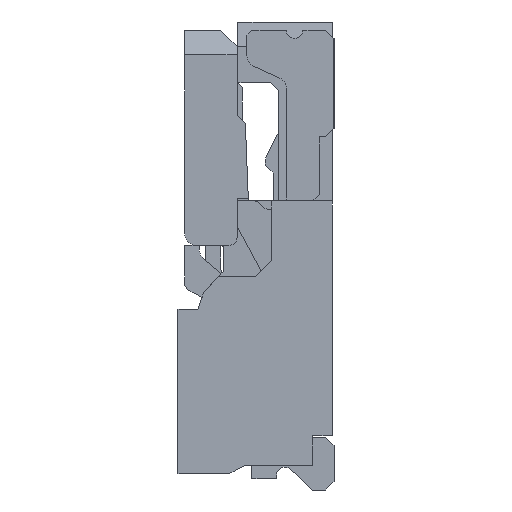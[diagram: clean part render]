
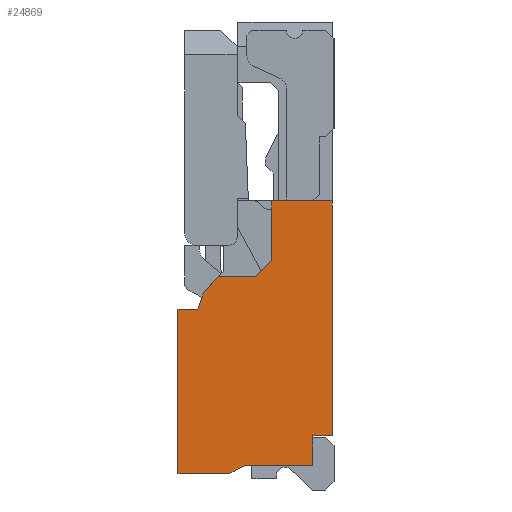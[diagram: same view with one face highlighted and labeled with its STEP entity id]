
A CAD part, left-side view. The second image highlights one B-rep face of the part: STEP entity #24869.
In plain terms, the highlighted planar face has unit normal (-1, 0, 0).
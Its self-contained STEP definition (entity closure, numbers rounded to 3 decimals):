
#1=DIRECTION('',(0.,-1.,0.));
#2=VECTOR('',#1,0.223);
#3=CARTESIAN_POINT('',(-3.975,0.693,-0.46));
#4=LINE('',#3,#2);
#5=DIRECTION('',(0.,-0.707,0.707));
#6=VECTOR('',#5,0.141);
#7=CARTESIAN_POINT('',(-3.975,0.47,-0.46));
#8=LINE('',#7,#6);
#9=DIRECTION('',(0.,0.,-1.));
#10=VECTOR('',#9,0.36);
#11=CARTESIAN_POINT('',(-3.975,0.37,0.));
#12=LINE('',#11,#10);
#13=DIRECTION('',(0.,0.,-1.));
#14=VECTOR('',#13,1.43);
#15=CARTESIAN_POINT('',(-3.975,0.,0.));
#16=LINE('',#15,#14);
#17=DIRECTION('',(0.,1.,0.));
#18=VECTOR('',#17,0.12);
#19=CARTESIAN_POINT('',(-3.975,0.,-1.43));
#20=LINE('',#19,#18);
#21=DIRECTION('',(0.,0.,-1.));
#22=VECTOR('',#21,0.18);
#23=CARTESIAN_POINT('',(-3.975,0.12,-1.43));
#24=LINE('',#23,#22);
#25=DIRECTION('',(0.,1.,0.));
#26=VECTOR('',#25,0.41);
#27=CARTESIAN_POINT('',(-3.975,0.12,-1.61));
#28=LINE('',#27,#26);
#29=DIRECTION('',(0.,0.894,-0.447));
#30=VECTOR('',#29,0.112);
#31=CARTESIAN_POINT('',(-3.975,0.53,-1.61));
#32=LINE('',#31,#30);
#33=DIRECTION('',(0.,1.,0.));
#34=VECTOR('',#33,0.31);
#35=CARTESIAN_POINT('',(-3.975,0.63,-1.66));
#36=LINE('',#35,#34);
#37=DIRECTION('',(0.,0.,1.));
#38=VECTOR('',#37,1.);
#39=CARTESIAN_POINT('',(-3.975,0.94,-1.66));
#40=LINE('',#39,#38);
#41=DIRECTION('',(0.,-1.,0.));
#42=VECTOR('',#41,0.12);
#43=CARTESIAN_POINT('',(-3.975,0.94,-0.66));
#44=LINE('',#43,#42);
#45=DIRECTION('',(0.,-0.33,0.944));
#46=VECTOR('',#45,0.106);
#47=CARTESIAN_POINT('',(-3.975,0.82,-0.66));
#48=LINE('',#47,#46);
#49=DIRECTION('',(0.,-0.678,0.735));
#50=VECTOR('',#49,0.136);
#51=CARTESIAN_POINT('',(-3.975,0.785,-0.56));
#52=LINE('',#51,#50);
#233=DIRECTION('',(0.,1.,0.));
#234=VECTOR('',#233,0.37);
#235=CARTESIAN_POINT('',(-3.975,0.,0.));
#236=LINE('',#235,#234);
#18726=CARTESIAN_POINT('',(-3.975,0.,-1.43));
#18727=CARTESIAN_POINT('',(-3.975,0.12,-1.43));
#18728=VERTEX_POINT('',#18726);
#18729=VERTEX_POINT('',#18727);
#18730=CARTESIAN_POINT('',(-3.975,0.12,-1.61));
#18731=VERTEX_POINT('',#18730);
#18732=CARTESIAN_POINT('',(-3.975,0.53,-1.61));
#18733=VERTEX_POINT('',#18732);
#18734=CARTESIAN_POINT('',(-3.975,0.63,-1.66));
#18735=VERTEX_POINT('',#18734);
#18736=CARTESIAN_POINT('',(-3.975,0.94,-1.66));
#18737=VERTEX_POINT('',#18736);
#18738=CARTESIAN_POINT('',(-3.975,0.94,-0.66));
#18739=VERTEX_POINT('',#18738);
#18740=CARTESIAN_POINT('',(-3.975,0.82,-0.66));
#18741=VERTEX_POINT('',#18740);
#18742=CARTESIAN_POINT('',(-3.975,0.785,-0.56));
#18743=VERTEX_POINT('',#18742);
#18806=CARTESIAN_POINT('',(-3.975,0.,0.));
#18807=VERTEX_POINT('',#18806);
#19584=CARTESIAN_POINT('',(-3.975,0.693,-0.46));
#19585=CARTESIAN_POINT('',(-3.975,0.47,-0.46));
#19586=VERTEX_POINT('',#19584);
#19587=VERTEX_POINT('',#19585);
#19588=CARTESIAN_POINT('',(-3.975,0.37,-0.36));
#19589=VERTEX_POINT('',#19588);
#19590=CARTESIAN_POINT('',(-3.975,0.37,0.));
#19591=VERTEX_POINT('',#19590);
#24834=CARTESIAN_POINT('',(-3.975,0.,0.));
#24835=DIRECTION('',(1.,0.,0.));
#24836=DIRECTION('',(0.,0.,-1.));
#24837=AXIS2_PLACEMENT_3D('',#24834,#24835,#24836);
#24838=PLANE('',#24837);
#24840=ORIENTED_EDGE('',*,*,#24839,.T.);
#24842=ORIENTED_EDGE('',*,*,#24841,.T.);
#24844=ORIENTED_EDGE('',*,*,#24843,.F.);
#24846=ORIENTED_EDGE('',*,*,#24845,.F.);
#24848=ORIENTED_EDGE('',*,*,#24847,.T.);
#24850=ORIENTED_EDGE('',*,*,#24849,.T.);
#24852=ORIENTED_EDGE('',*,*,#24851,.T.);
#24854=ORIENTED_EDGE('',*,*,#24853,.T.);
#24856=ORIENTED_EDGE('',*,*,#24855,.T.);
#24858=ORIENTED_EDGE('',*,*,#24857,.T.);
#24860=ORIENTED_EDGE('',*,*,#24859,.T.);
#24862=ORIENTED_EDGE('',*,*,#24861,.T.);
#24864=ORIENTED_EDGE('',*,*,#24863,.T.);
#24866=ORIENTED_EDGE('',*,*,#24865,.T.);
#24867=EDGE_LOOP('',(#24840,#24842,#24844,#24846,#24848,#24850,#24852,#24854,
#24856,#24858,#24860,#24862,#24864,#24866));
#24868=FACE_OUTER_BOUND('',#24867,.F.);
#24869=ADVANCED_FACE('',(#24868),#24838,.F.);
#24839=EDGE_CURVE('',#19586,#19587,#4,.T.);
#24841=EDGE_CURVE('',#19587,#19589,#8,.T.);
#24843=EDGE_CURVE('',#19591,#19589,#12,.T.);
#24845=EDGE_CURVE('',#18807,#19591,#236,.T.);
#24847=EDGE_CURVE('',#18807,#18728,#16,.T.);
#24849=EDGE_CURVE('',#18728,#18729,#20,.T.);
#24851=EDGE_CURVE('',#18729,#18731,#24,.T.);
#24853=EDGE_CURVE('',#18731,#18733,#28,.T.);
#24855=EDGE_CURVE('',#18733,#18735,#32,.T.);
#24857=EDGE_CURVE('',#18735,#18737,#36,.T.);
#24859=EDGE_CURVE('',#18737,#18739,#40,.T.);
#24861=EDGE_CURVE('',#18739,#18741,#44,.T.);
#24863=EDGE_CURVE('',#18741,#18743,#48,.T.);
#24865=EDGE_CURVE('',#18743,#19586,#52,.T.);
